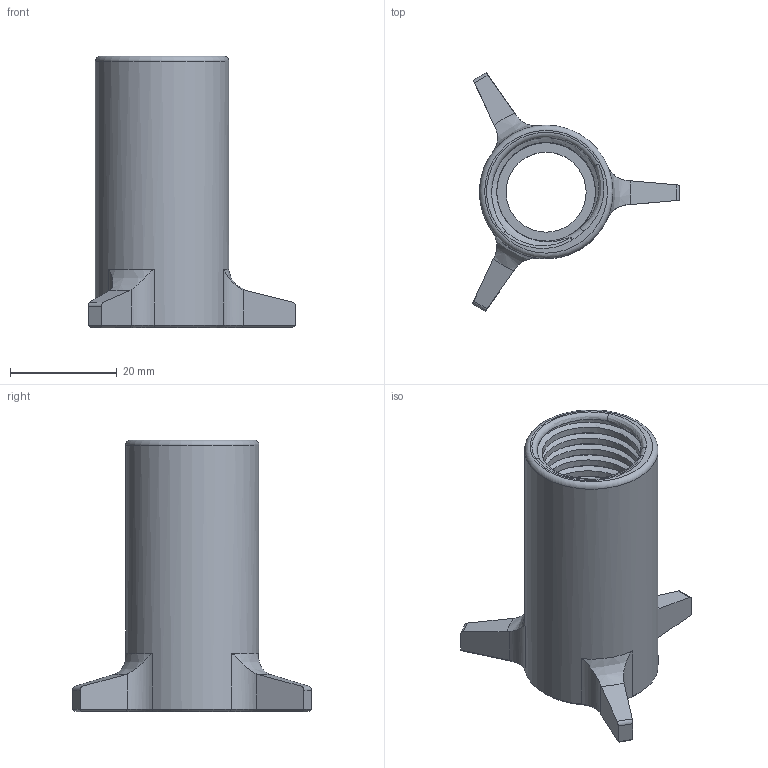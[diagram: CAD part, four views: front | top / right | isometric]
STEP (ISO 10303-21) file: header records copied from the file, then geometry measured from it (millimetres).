
FILE_DESCRIPTION(/* description */ (''),/* implementation_level */ '2;1');
FILE_NAME(/* name */ 'Spool Bottom.step',/* time_stamp */ '2025-09-13T19:57:54-07:00',/* author */ (''),/* organization */ (''),/* preprocessor_version */ 'ST-DEVELOPER v20.1',/* originating_system */ 'Autodesk Translation Framework v14.4.0.0',/* authorisation */ '');
FILE_SCHEMA (('AUTOMOTIVE_DESIGN { 1 0 10303 214 3 1 1 }'));
Length unit declared in the file: millimetre
Products named in the file (1): Spool Bottom
Bounding box: 38.8 x 44.72 x 50.91 mm (x, y, z)
Volume: 12667.9 mm3; surface area: 9050.3 mm2
Topology: 1 solids, 1 shells, 88 faces, 236 edges, 151 vertices
Faces by surface type: cylinder 44, plane 24, cone 10, bspline 7, torus 3
Full cylindrical faces by diameter (mm): 15 x1, 18.5 x15, 20.293 x14, 25 x1
Entity records: 6577 total; most frequent: CARTESIAN_POINT 4518, ORIENTED_EDGE 472, DIRECTION 346, EDGE_CURVE 236, VERTEX_POINT 151, AXIS2_PLACEMENT_3D 123, LINE 100, VECTOR 100
